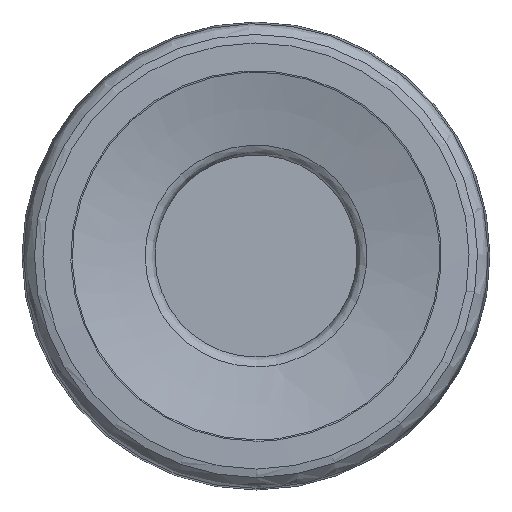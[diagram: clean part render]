
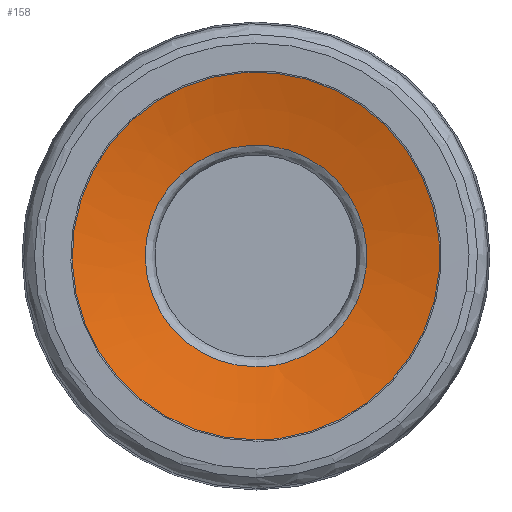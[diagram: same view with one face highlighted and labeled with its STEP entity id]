
A CAD part, left-side view. The second image highlights one B-rep face of the part: STEP entity #158.
In plain terms, the highlighted face is a revolution surface.
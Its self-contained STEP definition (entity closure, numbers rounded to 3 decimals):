
#46=SURFACE_OF_REVOLUTION('',#84,#66);
#66=AXIS1_PLACEMENT('',#975,#700);
#84=B_SPLINE_CURVE_WITH_KNOTS('',3,(#961,#962,#963,#964,#965,#966,#967,
#968,#969,#970,#971,#972,#973,#974),.UNSPECIFIED.,.F.,.F.,(4,2,2,2,2,2,
4),(0.,0.125,0.25,0.5,0.75,0.875,
1.),.UNSPECIFIED.);
#158=ADVANCED_FACE('',(#236,#237),#46,.T.);
#236=FACE_BOUND('',#312,.T.);
#237=FACE_BOUND('',#313,.T.);
#312=EDGE_LOOP('',(#388));
#313=EDGE_LOOP('',(#389));
#388=ORIENTED_EDGE('',*,*,#467,.F.);
#389=ORIENTED_EDGE('',*,*,#466,.T.);
#428=VERTEX_POINT('',#944);
#429=VERTEX_POINT('',#960);
#466=EDGE_CURVE('',#428,#428,#504,.T.);
#467=EDGE_CURVE('',#429,#429,#505,.T.);
#504=CIRCLE('',#562,5.248);
#505=CIRCLE('',#563,8.706);
#562=AXIS2_PLACEMENT_3D('',#943,#695,#696);
#563=AXIS2_PLACEMENT_3D('',#959,#698,#699);
#695=DIRECTION('',(1.,0.,0.));
#696=DIRECTION('',(0.,0.,-1.));
#698=DIRECTION('',(1.,0.,0.));
#699=DIRECTION('',(0.,0.,-1.));
#700=DIRECTION('',(1.,0.,0.));
#943=CARTESIAN_POINT('',(0.842,0.,0.));
#944=CARTESIAN_POINT('',(0.842,0.,-5.248));
#959=CARTESIAN_POINT('',(0.015,0.,0.));
#960=CARTESIAN_POINT('',(0.015,0.,-8.706));
#961=CARTESIAN_POINT('',(0.842,-5.158,0.966));
#962=CARTESIAN_POINT('',(0.819,-5.331,0.938));
#963=CARTESIAN_POINT('',(0.804,-5.494,0.91));
#964=CARTESIAN_POINT('',(0.752,-5.803,0.86));
#965=CARTESIAN_POINT('',(0.716,-5.949,0.837));
#966=CARTESIAN_POINT('',(0.604,-6.381,0.77));
#967=CARTESIAN_POINT('',(0.529,-6.668,0.725));
#968=CARTESIAN_POINT('',(0.38,-7.245,0.636));
#969=CARTESIAN_POINT('',(0.306,-7.535,0.591));
#970=CARTESIAN_POINT('',(0.193,-7.966,0.524));
#971=CARTESIAN_POINT('',(0.156,-8.11,0.502));
#972=CARTESIAN_POINT('',(0.079,-8.396,0.457));
#973=CARTESIAN_POINT('',(0.044,-8.544,0.434));
#974=CARTESIAN_POINT('',(0.015,-8.697,0.41));
#975=CARTESIAN_POINT('',(0.,0.,0.));
